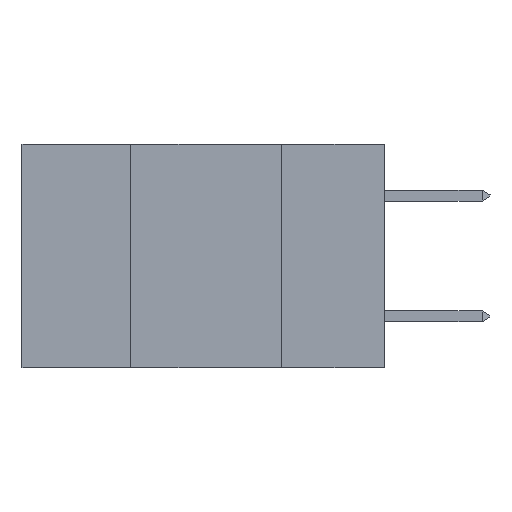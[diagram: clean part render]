
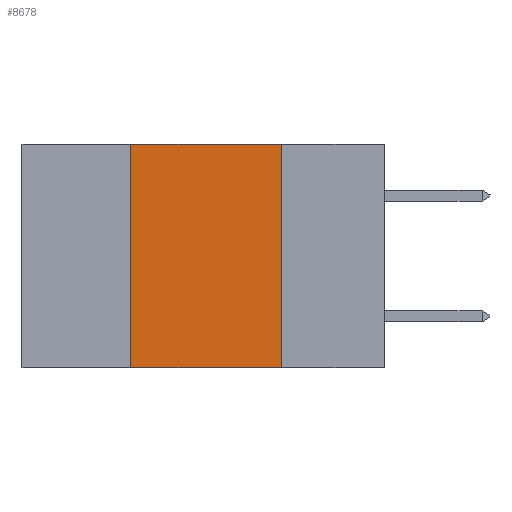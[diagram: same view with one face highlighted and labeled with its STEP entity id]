
A CAD part, left-side view. The second image highlights one B-rep face of the part: STEP entity #8678.
In plain terms, the highlighted planar face has unit normal (-1, 0, 0).
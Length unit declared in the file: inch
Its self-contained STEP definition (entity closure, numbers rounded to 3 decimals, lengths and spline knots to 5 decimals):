
#331 = VERTEX_POINT ( 'NONE', #10540 ) ;
#372 = CARTESIAN_POINT ( 'NONE',  ( 0., 0.6, 0. ) ) ;
#549 = ORIENTED_EDGE ( 'NONE', *, *, #5878, .F. ) ;
#558 = VECTOR ( 'NONE', #3401, 39.37008 ) ;
#1795 = CARTESIAN_POINT ( 'NONE',  ( 0., 0.6, -0.37 ) ) ;
#1882 = EDGE_LOOP ( 'NONE', ( #5574, #549, #5952, #12660 ) ) ;
#2275 = CARTESIAN_POINT ( 'NONE',  ( 0., 0.6, 0. ) ) ;
#2322 = DIRECTION ( 'NONE',  ( 0., 0., -1. ) ) ;
#2363 = PLANE ( 'NONE',  #6059 ) ;
#3286 = DIRECTION ( 'NONE',  ( 1., 0., 0. ) ) ;
#3401 = DIRECTION ( 'NONE',  ( 0., -1., 0. ) ) ;
#3700 = DIRECTION ( 'NONE',  ( 0., -1., 0. ) ) ;
#4051 = VECTOR ( 'NONE', #3700, 39.37008 ) ;
#5574 = ORIENTED_EDGE ( 'NONE', *, *, #9588, .F. ) ;
#5617 = EDGE_CURVE ( 'NONE', #331, #7572, #9824, .T. ) ;
#5774 = CARTESIAN_POINT ( 'NONE',  ( 0., 0.17, 0. ) ) ;
#5853 = CARTESIAN_POINT ( 'NONE',  ( 0., 0.42, 0. ) ) ;
#5878 = EDGE_CURVE ( 'NONE', #6764, #8353, #10925, .T. ) ;
#5952 = ORIENTED_EDGE ( 'NONE', *, *, #8900, .F. ) ;
#6059 = AXIS2_PLACEMENT_3D ( 'NONE', #2275, #3286, #2322 ) ;
#6125 = VECTOR ( 'NONE', #6835, 39.37008 ) ;
#6764 = VERTEX_POINT ( 'NONE', #5853 ) ;
#6835 = DIRECTION ( 'NONE',  ( 0., 0., -1. ) ) ;
#6931 = DIRECTION ( 'NONE',  ( 0., 0., 1. ) ) ;
#7440 = CARTESIAN_POINT ( 'NONE',  ( 0., 0.17, -0.37 ) ) ;
#7572 = VERTEX_POINT ( 'NONE', #7440 ) ;
#7722 = VECTOR ( 'NONE', #6931, 39.37008 ) ;
#8353 = VERTEX_POINT ( 'NONE', #8819 ) ;
#8678 = ADVANCED_FACE ( 'NONE', ( #11474 ), #2363, .F. ) ;
#8819 = CARTESIAN_POINT ( 'NONE',  ( 0., 0.17, 0. ) ) ;
#8900 = EDGE_CURVE ( 'NONE', #331, #6764, #11002, .T. ) ;
#9398 = LINE ( 'NONE', #5774, #6125 ) ;
#9588 = EDGE_CURVE ( 'NONE', #8353, #7572, #9398, .T. ) ;
#9824 = LINE ( 'NONE', #1795, #4051 ) ;
#10540 = CARTESIAN_POINT ( 'NONE',  ( 0., 0.42, -0.37 ) ) ;
#10892 = CARTESIAN_POINT ( 'NONE',  ( 0., 0.42, 0. ) ) ;
#10925 = LINE ( 'NONE', #372, #558 ) ;
#11002 = LINE ( 'NONE', #10892, #7722 ) ;
#11474 = FACE_OUTER_BOUND ( 'NONE', #1882, .T. ) ;
#12660 = ORIENTED_EDGE ( 'NONE', *, *, #5617, .T. ) ;
